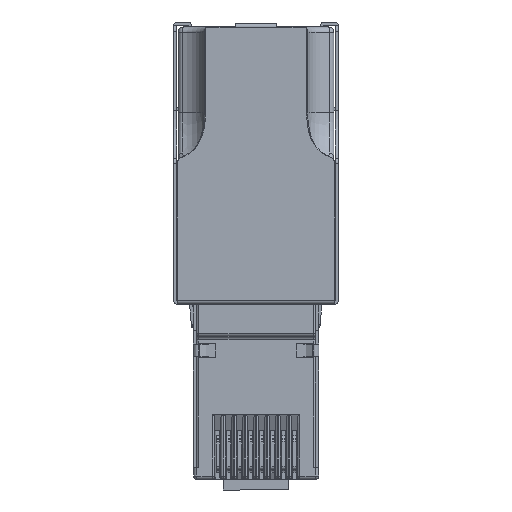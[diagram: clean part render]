
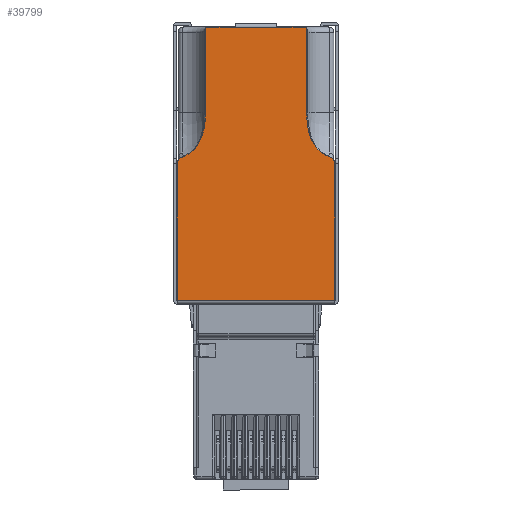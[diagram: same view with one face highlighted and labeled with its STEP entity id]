
A CAD part, front view. The second image highlights one B-rep face of the part: STEP entity #39799.
In plain terms, the highlighted planar face has unit normal (0, -1, 0).
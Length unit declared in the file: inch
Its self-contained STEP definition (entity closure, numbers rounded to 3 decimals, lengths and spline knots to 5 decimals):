
#589 = CARTESIAN_POINT ( 'NONE',  ( -0.18515, -0.66072, 0.48486 ) ) ;
#2155 = CARTESIAN_POINT ( 'NONE',  ( 0.192, -0.66072, 0.42536 ) ) ;
#3471 = CARTESIAN_POINT ( 'NONE',  ( 0.18487, -0.66072, 0.8083 ) ) ;
#3836 = CARTESIAN_POINT ( 'NONE',  ( -0.0755, -0.66072, 0.8083 ) ) ;
#3911 = CARTESIAN_POINT ( 'NONE',  ( -0.26831, -0.66072, 0.31135 ) ) ;
#5276 = CARTESIAN_POINT ( 'NONE',  ( -0.27256, -0.66072, 0.33088 ) ) ;
#5996 = B_SPLINE_CURVE_WITH_KNOTS ( 'NONE', 3,
 ( #41376, #16423, #60448, #2155, #21700, #36306, #50500, #11959, #26569, #16854, #7475 ),
 .UNSPECIFIED., .F., .F.,
 ( 4, 1, 1, 1, 1, 1, 1, 1, 4 ),
 ( 0., 0.00102, 0.00191, 0.00267, 0.00334, 0.00395, 0.00452, 0.00506, 0.0052 ),
 .UNSPECIFIED. ) ;
#6786 = VERTEX_POINT ( 'NONE', #58094 ) ;
#7101 = EDGE_CURVE ( 'NONE', #38726, #54114, #46394, .T. ) ;
#7266 = DIRECTION ( 'NONE',  ( 1., 0., 0. ) ) ;
#7475 = CARTESIAN_POINT ( 'NONE',  ( 0.27434, -0.66072, 0.33031 ) ) ;
#8024 = VECTOR ( 'NONE', #54431, 39.37008 ) ;
#8623 = ORIENTED_EDGE ( 'NONE', *, *, #17384, .F. ) ;
#8885 = EDGE_CURVE ( 'NONE', #6786, #9465, #31034, .T. ) ;
#8942 = CARTESIAN_POINT ( 'NONE',  ( 0.27434, -0.66072, 0.33031 ) ) ;
#9230 = DIRECTION ( 'NONE',  ( 0., 0., 1. ) ) ;
#9465 = VERTEX_POINT ( 'NONE', #3471 ) ;
#9508 = ORIENTED_EDGE ( 'NONE', *, *, #12480, .F. ) ;
#9535 = LINE ( 'NONE', #54870, #8024 ) ;
#9864 = CARTESIAN_POINT ( 'NONE',  ( -0.27427, -0.66072, 0.33031 ) ) ;
#10099 = LINE ( 'NONE', #45065, #26787 ) ;
#10608 = VERTEX_POINT ( 'NONE', #38741 ) ;
#10789 = VECTOR ( 'NONE', #17234, 39.37008 ) ;
#11959 = CARTESIAN_POINT ( 'NONE',  ( 0.24942, -0.66072, 0.34114 ) ) ;
#12480 = EDGE_CURVE ( 'NONE', #27872, #60495, #16814, .T. ) ;
#12504 = AXIS2_PLACEMENT_3D ( 'NONE', #56253, #31686, #45648 ) ;
#12561 = LINE ( 'NONE', #38701, #62601 ) ;
#13147 = ORIENTED_EDGE ( 'NONE', *, *, #28109, .F. ) ;
#13201 = VERTEX_POINT ( 'NONE', #59333 ) ;
#13744 = EDGE_CURVE ( 'NONE', #10608, #56040, #5996, .T. ) ;
#14401 = VECTOR ( 'NONE', #7266, 39.37008 ) ;
#14930 = ORIENTED_EDGE ( 'NONE', *, *, #16436, .F. ) ;
#15100 = CARTESIAN_POINT ( 'NONE',  ( -0.24934, -0.66072, 0.34114 ) ) ;
#15295 = CARTESIAN_POINT ( 'NONE',  ( -0.1848, -0.66072, 0.8083 ) ) ;
#16423 = CARTESIAN_POINT ( 'NONE',  ( 0.18522, -0.66072, 0.48486 ) ) ;
#16436 = EDGE_CURVE ( 'NONE', #58511, #39493, #9535, .T. ) ;
#16772 = B_SPLINE_CURVE_WITH_KNOTS ( 'NONE', 3,
 ( #29467, #5276, #44067, #15100, #48939, #19960, #24810, #58695, #29677, #589, #34526 ),
 .UNSPECIFIED., .F., .F.,
 ( 4, 1, 1, 1, 1, 1, 1, 1, 4 ),
 ( 0., 0.00014, 0.00068, 0.00126, 0.00186, 0.00253, 0.0033, 0.00418, 0.0052 ),
 .UNSPECIFIED. ) ;
#16814 = CIRCLE ( 'NONE', #19740, 0.01988 ) ;
#16854 = CARTESIAN_POINT ( 'NONE',  ( 0.27264, -0.66072, 0.33088 ) ) ;
#16913 = ORIENTED_EDGE ( 'NONE', *, *, #7101, .F. ) ;
#17023 = VECTOR ( 'NONE', #60563, 39.37008 ) ;
#17234 = DIRECTION ( 'NONE',  ( 0., 0., 1. ) ) ;
#17384 = EDGE_CURVE ( 'NONE', #13201, #58511, #53377, .T. ) ;
#19740 = AXIS2_PLACEMENT_3D ( 'NONE', #3911, #37832, #9230 ) ;
#19960 = CARTESIAN_POINT ( 'NONE',  ( -0.21538, -0.66072, 0.37337 ) ) ;
#20693 = LINE ( 'NONE', #62671, #41173 ) ;
#20918 = ORIENTED_EDGE ( 'NONE', *, *, #37477, .F. ) ;
#21700 = CARTESIAN_POINT ( 'NONE',  ( 0.20204, -0.66072, 0.3966 ) ) ;
#21895 = ORIENTED_EDGE ( 'NONE', *, *, #8885, .F. ) ;
#24719 = DIRECTION ( 'NONE',  ( 1., 0., 0. ) ) ;
#24810 = CARTESIAN_POINT ( 'NONE',  ( -0.20196, -0.66072, 0.3966 ) ) ;
#26569 = CARTESIAN_POINT ( 'NONE',  ( 0.2642, -0.66072, 0.3337 ) ) ;
#26787 = VECTOR ( 'NONE', #39357, 39.37008 ) ;
#27872 = VERTEX_POINT ( 'NONE', #32808 ) ;
#28015 = EDGE_CURVE ( 'NONE', #9465, #10608, #41355, .T. ) ;
#28109 = EDGE_CURVE ( 'NONE', #54114, #41617, #12561, .T. ) ;
#29288 = DIRECTION ( 'NONE',  ( 0., 0., 1. ) ) ;
#29369 = EDGE_CURVE ( 'NONE', #39493, #27872, #20693, .T. ) ;
#29467 = CARTESIAN_POINT ( 'NONE',  ( -0.27427, -0.66072, 0.33031 ) ) ;
#29677 = CARTESIAN_POINT ( 'NONE',  ( -0.1858, -0.66072, 0.4599 ) ) ;
#31034 = LINE ( 'NONE', #36526, #14401 ) ;
#31686 = DIRECTION ( 'NONE',  ( 0., 1., 0. ) ) ;
#32808 = CARTESIAN_POINT ( 'NONE',  ( -0.28819, -0.66072, 0.31135 ) ) ;
#34435 = DIRECTION ( 'NONE',  ( 0., 0., -1. ) ) ;
#34526 = CARTESIAN_POINT ( 'NONE',  ( -0.1848, -0.66072, 0.49821 ) ) ;
#35937 = EDGE_LOOP ( 'NONE', ( #20918, #9508, #58715, #14930, #8623, #44931, #50989, #39947, #21895, #47951, #13147, #16913 ) ) ;
#36306 = CARTESIAN_POINT ( 'NONE',  ( 0.21546, -0.66072, 0.37337 ) ) ;
#36526 = CARTESIAN_POINT ( 'NONE',  ( 0.80478, -0.66072, 0.8083 ) ) ;
#37477 = EDGE_CURVE ( 'NONE', #60495, #38726, #16772, .T. ) ;
#37832 = DIRECTION ( 'NONE',  ( 0., 1., 0. ) ) ;
#38470 = CIRCLE ( 'NONE', #40920, 0.01988 ) ;
#38701 = CARTESIAN_POINT ( 'NONE',  ( 0.80478, -0.66072, 0.8083 ) ) ;
#38726 = VERTEX_POINT ( 'NONE', #57060 ) ;
#38741 = CARTESIAN_POINT ( 'NONE',  ( 0.18487, -0.66072, 0.49821 ) ) ;
#39357 = DIRECTION ( 'NONE',  ( 1., 0., 0. ) ) ;
#39493 = VERTEX_POINT ( 'NONE', #62479 ) ;
#39799 = ADVANCED_FACE ( 'NONE', ( #58988 ), #41839, .F. ) ;
#39947 = ORIENTED_EDGE ( 'NONE', *, *, #28015, .F. ) ;
#40920 = AXIS2_PLACEMENT_3D ( 'NONE', #62796, #47942, #29288 ) ;
#41173 = VECTOR ( 'NONE', #53712, 39.37008 ) ;
#41355 = LINE ( 'NONE', #57782, #61063 ) ;
#41376 = CARTESIAN_POINT ( 'NONE',  ( 0.18487, -0.66072, 0.49821 ) ) ;
#41496 = CARTESIAN_POINT ( 'NONE',  ( 0.28827, -0.66072, -0.22713 ) ) ;
#41617 = VERTEX_POINT ( 'NONE', #3836 ) ;
#41839 = PLANE ( 'NONE',  #12504 ) ;
#42106 = CARTESIAN_POINT ( 'NONE',  ( 0.28827, -0.66072, -0.19488 ) ) ;
#44067 = CARTESIAN_POINT ( 'NONE',  ( -0.26412, -0.66072, 0.3337 ) ) ;
#44931 = ORIENTED_EDGE ( 'NONE', *, *, #60982, .F. ) ;
#45065 = CARTESIAN_POINT ( 'NONE',  ( 0.80478, -0.66072, 0.8083 ) ) ;
#45648 = DIRECTION ( 'NONE',  ( 0., 0., 1. ) ) ;
#46184 = CARTESIAN_POINT ( 'NONE',  ( -0.1848, -0.66072, -0.22713 ) ) ;
#46394 = LINE ( 'NONE', #46184, #10789 ) ;
#47942 = DIRECTION ( 'NONE',  ( 0., 1., 0. ) ) ;
#47951 = ORIENTED_EDGE ( 'NONE', *, *, #55019, .F. ) ;
#48939 = CARTESIAN_POINT ( 'NONE',  ( -0.23136, -0.66072, 0.355 ) ) ;
#50500 = CARTESIAN_POINT ( 'NONE',  ( 0.23144, -0.66072, 0.355 ) ) ;
#50989 = ORIENTED_EDGE ( 'NONE', *, *, #13744, .F. ) ;
#53377 = LINE ( 'NONE', #41496, #17023 ) ;
#53712 = DIRECTION ( 'NONE',  ( 0., 0., 1. ) ) ;
#54114 = VERTEX_POINT ( 'NONE', #15295 ) ;
#54431 = DIRECTION ( 'NONE',  ( -1., 0., 0. ) ) ;
#54870 = CARTESIAN_POINT ( 'NONE',  ( 0.57675, -0.66072, -0.19488 ) ) ;
#55019 = EDGE_CURVE ( 'NONE', #41617, #6786, #10099, .T. ) ;
#56040 = VERTEX_POINT ( 'NONE', #8942 ) ;
#56253 = CARTESIAN_POINT ( 'NONE',  ( 0.80478, -0.66072, -0.22713 ) ) ;
#57060 = CARTESIAN_POINT ( 'NONE',  ( -0.1848, -0.66072, 0.49821 ) ) ;
#57782 = CARTESIAN_POINT ( 'NONE',  ( 0.18487, -0.66072, -0.22713 ) ) ;
#58094 = CARTESIAN_POINT ( 'NONE',  ( 0.07557, -0.66072, 0.8083 ) ) ;
#58511 = VERTEX_POINT ( 'NONE', #42106 ) ;
#58695 = CARTESIAN_POINT ( 'NONE',  ( -0.19192, -0.66072, 0.42536 ) ) ;
#58715 = ORIENTED_EDGE ( 'NONE', *, *, #29369, .F. ) ;
#58988 = FACE_OUTER_BOUND ( 'NONE', #35937, .T. ) ;
#59333 = CARTESIAN_POINT ( 'NONE',  ( 0.28827, -0.66072, 0.31135 ) ) ;
#60448 = CARTESIAN_POINT ( 'NONE',  ( 0.18588, -0.66072, 0.4599 ) ) ;
#60495 = VERTEX_POINT ( 'NONE', #9864 ) ;
#60563 = DIRECTION ( 'NONE',  ( 0., 0., -1. ) ) ;
#60982 = EDGE_CURVE ( 'NONE', #56040, #13201, #38470, .T. ) ;
#61063 = VECTOR ( 'NONE', #34435, 39.37008 ) ;
#62479 = CARTESIAN_POINT ( 'NONE',  ( -0.28819, -0.66072, -0.19488 ) ) ;
#62601 = VECTOR ( 'NONE', #24719, 39.37008 ) ;
#62671 = CARTESIAN_POINT ( 'NONE',  ( -0.28819, -0.66072, -0.22713 ) ) ;
#62796 = CARTESIAN_POINT ( 'NONE',  ( 0.26839, -0.66072, 0.31135 ) ) ;
